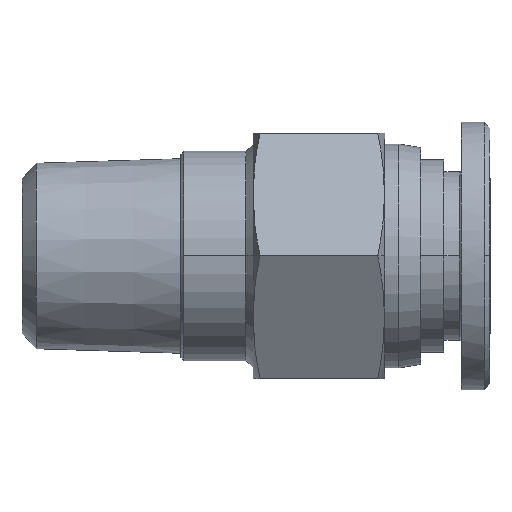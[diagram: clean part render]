
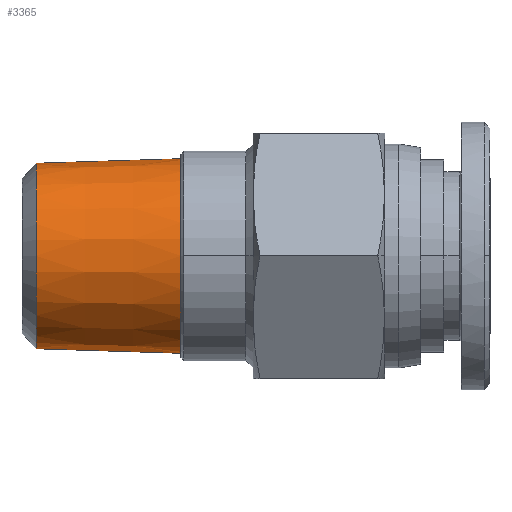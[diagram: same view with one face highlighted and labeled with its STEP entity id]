
A CAD part, top view. The second image highlights one B-rep face of the part: STEP entity #3365.
In plain terms, the highlighted conical face has half-angle 1.791 degrees and reference radius 6.734 mm.
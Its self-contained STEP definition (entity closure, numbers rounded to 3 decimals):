
#119 = CARTESIAN_POINT ( 'NONE',  ( 21.182, 17.287, -5.475 ) ) ;
#332 = VERTEX_POINT ( 'NONE', #12574 ) ;
#635 = DIRECTION ( 'NONE',  ( 0., -1., 0. ) ) ;
#2134 = AXIS2_PLACEMENT_3D ( 'NONE', #18859, #2229, #635 ) ;
#2229 = DIRECTION ( 'NONE',  ( -1., 0., 0. ) ) ;
#2235 = VERTEX_POINT ( 'NONE', #17204 ) ;
#2728 = ORIENTED_EDGE ( 'NONE', *, *, #8300, .T. ) ;
#3114 = EDGE_CURVE ( 'NONE', #11176, #332, #5480, .T. ) ;
#3365 = ADVANCED_FACE ( 'NONE', ( #11926 ), #12883, .T. ) ;
#4651 = LINE ( 'NONE', #7075, #17859 ) ;
#5350 = ORIENTED_EDGE ( 'NONE', *, *, #7035, .T. ) ;
#5480 = CIRCLE ( 'NONE', #6159, 6.422 ) ;
#6159 = AXIS2_PLACEMENT_3D ( 'NONE', #119, #15059, #9214 ) ;
#7035 = EDGE_CURVE ( 'NONE', #14803, #2235, #12072, .T. ) ;
#7075 = CARTESIAN_POINT ( 'NONE',  ( 31.183, 10.552, -5.475 ) ) ;
#8300 = EDGE_CURVE ( 'NONE', #11176, #14803, #4651, .T. ) ;
#8849 = CARTESIAN_POINT ( 'NONE',  ( 21.182, 10.865, -5.475 ) ) ;
#9214 = DIRECTION ( 'NONE',  ( 0., 0., -1. ) ) ;
#10783 = AXIS2_PLACEMENT_3D ( 'NONE', #11080, #11144, #18594 ) ;
#11080 = CARTESIAN_POINT ( 'NONE',  ( 31.183, 17.287, -5.475 ) ) ;
#11144 = DIRECTION ( 'NONE',  ( 1., 0., 0. ) ) ;
#11176 = VERTEX_POINT ( 'NONE', #8849 ) ;
#11605 = CARTESIAN_POINT ( 'NONE',  ( 31.183, 10.552, -5.475 ) ) ;
#11926 = FACE_OUTER_BOUND ( 'NONE', #16813, .T. ) ;
#12072 = CIRCLE ( 'NONE', #2134, 6.734 ) ;
#12574 = CARTESIAN_POINT ( 'NONE',  ( 21.182, 23.709, -5.475 ) ) ;
#12883 = CONICAL_SURFACE ( 'NONE', #10783, 6.734, 0.031 ) ;
#14138 = CARTESIAN_POINT ( 'NONE',  ( 31.183, 24.021, -5.475 ) ) ;
#14736 = LINE ( 'NONE', #14138, #16620 ) ;
#14803 = VERTEX_POINT ( 'NONE', #11605 ) ;
#15059 = DIRECTION ( 'NONE',  ( -1., 0., 0. ) ) ;
#15594 = EDGE_CURVE ( 'NONE', #332, #2235, #14736, .T. ) ;
#15693 = DIRECTION ( 'NONE',  ( 1., 0.031, 0. ) ) ;
#16022 = ORIENTED_EDGE ( 'NONE', *, *, #15594, .F. ) ;
#16620 = VECTOR ( 'NONE', #15693, 1000. ) ;
#16813 = EDGE_LOOP ( 'NONE', ( #16022, #18627, #2728, #5350 ) ) ;
#17204 = CARTESIAN_POINT ( 'NONE',  ( 31.183, 24.021, -5.475 ) ) ;
#17620 = DIRECTION ( 'NONE',  ( 1., -0.031, 0. ) ) ;
#17859 = VECTOR ( 'NONE', #17620, 1000. ) ;
#18594 = DIRECTION ( 'NONE',  ( 0., -1., 0. ) ) ;
#18627 = ORIENTED_EDGE ( 'NONE', *, *, #3114, .F. ) ;
#18859 = CARTESIAN_POINT ( 'NONE',  ( 31.183, 17.287, -5.475 ) ) ;
